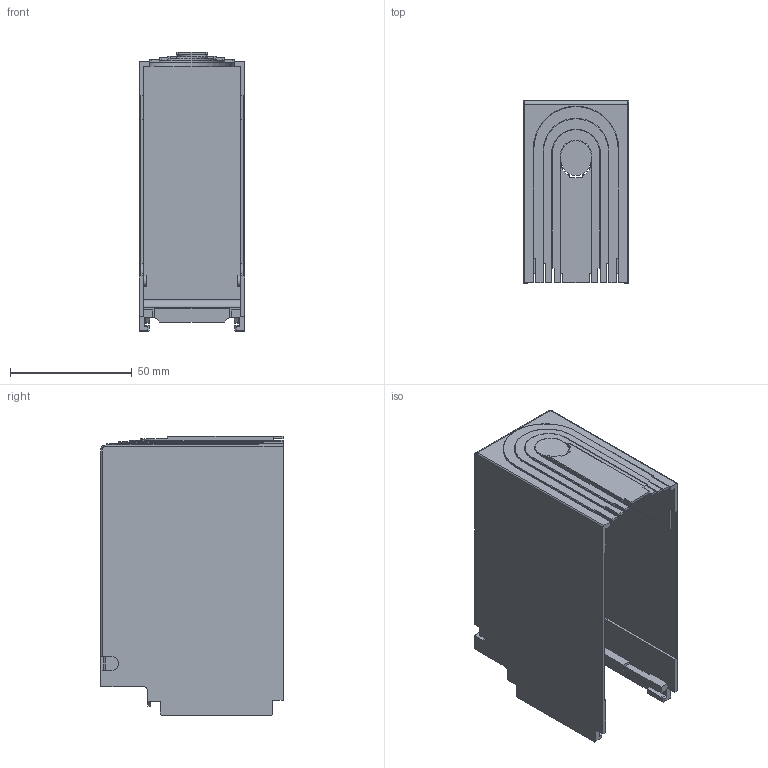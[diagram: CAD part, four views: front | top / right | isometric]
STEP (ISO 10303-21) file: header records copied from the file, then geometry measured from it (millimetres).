
FILE_DESCRIPTION((''),'2;1');
FILE_NAME('SHRINKWRAP_ASSY_ASM','2022-08-10T15:00:49',('FIANLEH10'),(''),'CREO PARAMETRIC BY PTC INC, 2020184','CREO PARAMETRIC BY PTC INC, 2020184','');
FILE_SCHEMA(('AUTOMOTIVE_DESIGN { 1 0 10303 214 1 1 1 1 }'));
Length unit declared in the file: millimetre
Products named in the file (2): CXBY68712-AL; SHRINKWRAP_ASSY_ASM
Assembly tree (1 placements, depth 2):
  SHRINKWRAP_ASSY_ASM
    CXBY68712-AL
Bounding box: 43.4 x 74.7 x 114.8 mm (x, y, z)
Volume: 29904.8 mm3; surface area: 50969.4 mm2
Topology: 1 solids, 1 shells, 271 faces, 766 edges, 496 vertices
Faces by surface type: plane 209, cylinder 52, torus 6, cone 2, sphere 2
Entity records: 12146 total; most frequent: CARTESIAN_POINT 1664, ORIENTED_EDGE 1532, DIRECTION 1482, PRESENTATION_STYLE_ASSIGNMENT 795, STYLED_ITEM 795, CURVE_STYLE 794, EDGE_CURVE 766, VECTOR 676
